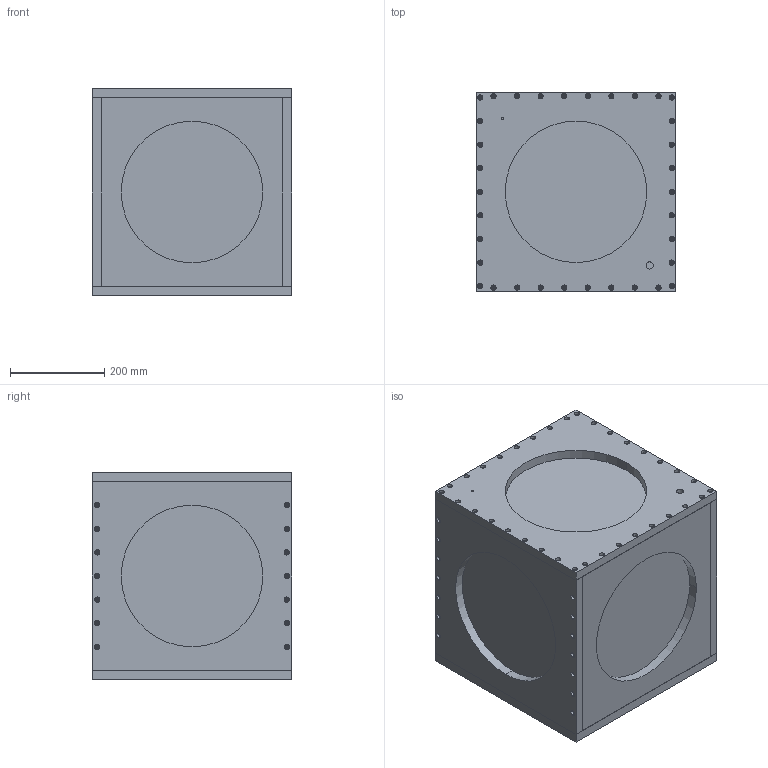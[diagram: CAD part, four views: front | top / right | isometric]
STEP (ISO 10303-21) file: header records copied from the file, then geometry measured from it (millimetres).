
FILE_DESCRIPTION (( 'STEP AP203' ), '1' );
FILE_NAME ('Acouswin.STEP', '2017-01-11T08:49:25', ( '' ), ( '' ), 'SwSTEP 2.0', 'SolidWorks 2016', '' );
FILE_SCHEMA (( 'CONFIG_CONTROL_DESIGN' ));
Length unit declared in the file: millimetre
Products named in the file (10): Plaque de Base; Acouswin; Plaque Transversal Droite; Plaque Chapeau; Plaque Longitudinale Avant; Joint Torique 310.316.3; Jt Torique3..495; Hublot 350; Plaque Transversal Gauche; Plaque Longitudinale Arriere
Assembly tree (19 placements, depth 2):
  Acouswin
    Plaque de Base
    Plaque Transversal Gauche
    Plaque Longitudinale Avant
    Plaque Transversal Droite
    Plaque Longitudinale Arriere
    Plaque Chapeau
    Jt Torique3..495
    Hublot 350  x6
    Joint Torique 310.316.3  x6
Bounding box: 422 x 422 x 440 mm (x, y, z)
Volume: 19298497.7 mm3; surface area: 2887382.8 mm2
Topology: 19 solids, 19 shells, 1984 faces, 5020 edges, 2916 vertices
Faces by surface type: cylinder 1268, cone 504, plane 180, torus 32
Entity records: 47734 total; most frequent: DIRECTION 8938, CARTESIAN_POINT 7598, ORIENTED_EDGE 7212, AXIS2_PLACEMENT_3D 3656, EDGE_CURVE 3606, VERTEX_POINT 2316, EDGE_LOOP 2264, CIRCLE 1980
